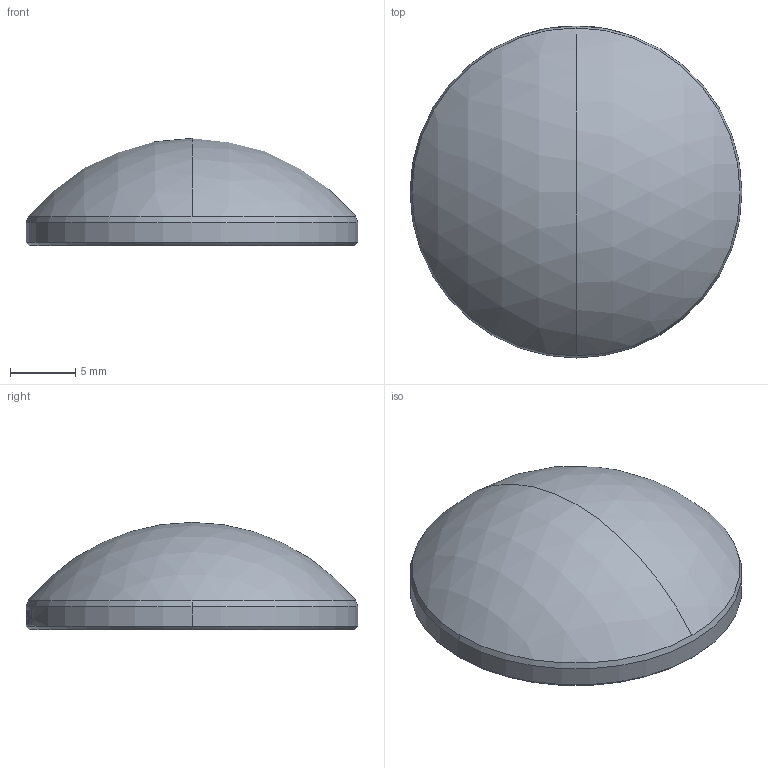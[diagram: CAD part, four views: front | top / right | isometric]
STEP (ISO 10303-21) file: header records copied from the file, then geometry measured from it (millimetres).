
FILE_DESCRIPTION (( 'STEP AP214' ), '1' );
FILE_NAME ('CTN015553-E0W.STEP', '2020-05-08T04:05:30', ( '' ), ( '' ), 'SwSTEP 2.0', 'SolidWorks 2018', '' );
FILE_SCHEMA (( 'AUTOMOTIVE_DESIGN' ));
Length unit declared in the file: millimetre
Products named in the file (1): CTN015553-E0W
Bounding box: 25.4 x 25.4 x 8.2 mm (x, y, z)
Volume: 2704.1 mm3; surface area: 1279.5 mm2
Topology: 1 solids, 1 shells, 26 faces, 136 edges, 129 vertices
Faces by surface type: cylinder 19, cone 4, sphere 2, plane 1
Entity records: 2622 total; most frequent: CARTESIAN_POINT 1230, ORIENTED_EDGE 272, DIRECTION 162, EDGE_CURVE 136, VERTEX_POINT 129, B_SPLINE_CURVE_WITH_KNOTS 68, AXIS2_PLACEMENT_3D 67, EDGE_LOOP 43
